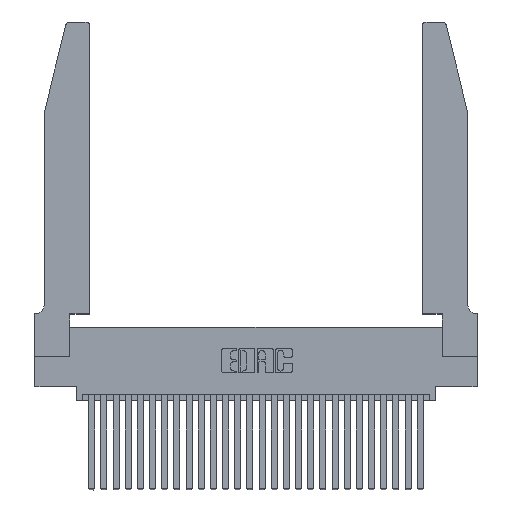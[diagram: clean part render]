
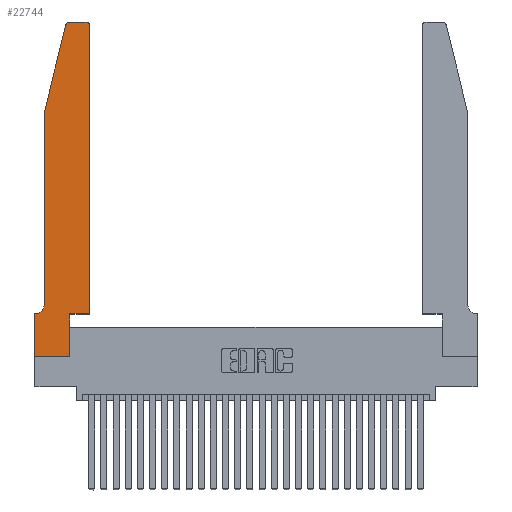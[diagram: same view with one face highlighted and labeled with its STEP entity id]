
A CAD part, top view. The second image highlights one B-rep face of the part: STEP entity #22744.
In plain terms, the highlighted planar face has unit normal (0, 0, 1).
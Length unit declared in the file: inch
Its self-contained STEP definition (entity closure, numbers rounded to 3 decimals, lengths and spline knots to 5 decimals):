
#970 = DIRECTION ( 'NONE',  ( 0., 0., 1. ) ) ;
#1209 = CARTESIAN_POINT ( 'NONE',  ( 0.0055, 0.42, 0.37 ) ) ;
#1480 = AXIS2_PLACEMENT_3D ( 'NONE', #8241, #23660, #3700 ) ;
#1936 = AXIS2_PLACEMENT_3D ( 'NONE', #1209, #7974, #5764 ) ;
#1962 = ORIENTED_EDGE ( 'NONE', *, *, #6200, .T. ) ;
#2953 = AXIS2_PLACEMENT_3D ( 'NONE', #22968, #970, #16156 ) ;
#3114 = EDGE_CURVE ( 'NONE', #28353, #7102, #15923, .T. ) ;
#3117 = ORIENTED_EDGE ( 'NONE', *, *, #21348, .T. ) ;
#3533 = DIRECTION ( 'NONE',  ( 0., 1., 0. ) ) ;
#3700 = DIRECTION ( 'NONE',  ( 1., 0., 0. ) ) ;
#3888 = PLANE ( 'NONE',  #1480 ) ;
#4064 = VERTEX_POINT ( 'NONE', #23206 ) ;
#4097 = CARTESIAN_POINT ( 'NONE',  ( 0.0755, 0.35, 0.37 ) ) ;
#4223 = CARTESIAN_POINT ( 'NONE',  ( 0.2865, 0., 0.37 ) ) ;
#4338 = ORIENTED_EDGE ( 'NONE', *, *, #17543, .T. ) ;
#4896 = CIRCLE ( 'NONE', #2953, 0.03 ) ;
#5110 = EDGE_CURVE ( 'NONE', #25170, #4064, #16177, .T. ) ;
#5640 = VERTEX_POINT ( 'NONE', #20652 ) ;
#5764 = DIRECTION ( 'NONE',  ( -1., 0., 0. ) ) ;
#5771 = LINE ( 'NONE', #15889, #18541 ) ;
#6200 = EDGE_CURVE ( 'NONE', #25367, #28353, #8663, .T. ) ;
#6701 = LINE ( 'NONE', #25388, #17760 ) ;
#7102 = VERTEX_POINT ( 'NONE', #4223 ) ;
#7180 = VECTOR ( 'NONE', #24675, 39.37008 ) ;
#7489 = EDGE_CURVE ( 'NONE', #7102, #18104, #18784, .T. ) ;
#7632 = VERTEX_POINT ( 'NONE', #14760 ) ;
#7668 = EDGE_CURVE ( 'NONE', #7632, #25367, #12930, .T. ) ;
#7974 = DIRECTION ( 'NONE',  ( 0., 0., -1. ) ) ;
#8241 = CARTESIAN_POINT ( 'NONE',  ( 0., 0.35, 0.37 ) ) ;
#8440 = CARTESIAN_POINT ( 'NONE',  ( 0.4505, 0.35, 0.37 ) ) ;
#8535 = DIRECTION ( 'NONE',  ( -1., 0., 0. ) ) ;
#8663 = LINE ( 'NONE', #24390, #21391 ) ;
#9733 = EDGE_CURVE ( 'NONE', #4064, #14155, #23193, .T. ) ;
#9873 = CARTESIAN_POINT ( 'NONE',  ( 0.0755, 2., 0.37 ) ) ;
#9950 = LINE ( 'NONE', #14102, #7180 ) ;
#9997 = CARTESIAN_POINT ( 'NONE',  ( 0.0755, 2., 0.37 ) ) ;
#10040 = VECTOR ( 'NONE', #19936, 39.37008 ) ;
#10269 = ORIENTED_EDGE ( 'NONE', *, *, #18153, .T. ) ;
#10935 = CIRCLE ( 'NONE', #1936, 0.07 ) ;
#11369 = ORIENTED_EDGE ( 'NONE', *, *, #14609, .T. ) ;
#12046 = CARTESIAN_POINT ( 'NONE',  ( 0.4205, 2.72, 0.37 ) ) ;
#12105 = DIRECTION ( 'NONE',  ( 0., -1., 0. ) ) ;
#12310 = ORIENTED_EDGE ( 'NONE', *, *, #23080, .T. ) ;
#12400 = EDGE_CURVE ( 'NONE', #18633, #13960, #5771, .T. ) ;
#12506 = ORIENTED_EDGE ( 'NONE', *, *, #12400, .T. ) ;
#12930 = LINE ( 'NONE', #4097, #22931 ) ;
#13466 = DIRECTION ( 'NONE',  ( -0.239, -0.971, 0. ) ) ;
#13528 = DIRECTION ( 'NONE',  ( 0., -1., 0. ) ) ;
#13960 = VERTEX_POINT ( 'NONE', #9997 ) ;
#14102 = CARTESIAN_POINT ( 'NONE',  ( 0.2605, 2.75, 0.37 ) ) ;
#14155 = VERTEX_POINT ( 'NONE', #23661 ) ;
#14418 = DIRECTION ( 'NONE',  ( 1., 0., 0. ) ) ;
#14523 = EDGE_LOOP ( 'NONE', ( #4338, #12310, #12506, #11369, #10269, #16451, #1962, #23153, #26444, #3117, #21861, #24328 ) ) ;
#14592 = VECTOR ( 'NONE', #12105, 39.37008 ) ;
#14609 = EDGE_CURVE ( 'NONE', #13960, #27079, #16300, .T. ) ;
#14759 = CARTESIAN_POINT ( 'NONE',  ( 0., 0., 0.37 ) ) ;
#14760 = CARTESIAN_POINT ( 'NONE',  ( 0.0055, 0.35, 0.37 ) ) ;
#15480 = VECTOR ( 'NONE', #3533, 39.37008 ) ;
#15889 = CARTESIAN_POINT ( 'NONE',  ( 0.0755, 2., 0.37 ) ) ;
#15923 = LINE ( 'NONE', #17282, #10040 ) ;
#16156 = DIRECTION ( 'NONE',  ( 1., 0., 0. ) ) ;
#16177 = LINE ( 'NONE', #18860, #15480 ) ;
#16300 = LINE ( 'NONE', #9873, #14592 ) ;
#16451 = ORIENTED_EDGE ( 'NONE', *, *, #7668, .T. ) ;
#16701 = FACE_OUTER_BOUND ( 'NONE', #14523, .T. ) ;
#17282 = CARTESIAN_POINT ( 'NONE',  ( 0., 0., 0.37 ) ) ;
#17543 = EDGE_CURVE ( 'NONE', #14155, #5640, #9950, .T. ) ;
#17722 = AXIS2_PLACEMENT_3D ( 'NONE', #12046, #27259, #22942 ) ;
#17760 = VECTOR ( 'NONE', #14418, 39.37008 ) ;
#18104 = VERTEX_POINT ( 'NONE', #26960 ) ;
#18153 = EDGE_CURVE ( 'NONE', #27079, #7632, #10935, .T. ) ;
#18541 = VECTOR ( 'NONE', #13466, 39.37008 ) ;
#18556 = CARTESIAN_POINT ( 'NONE',  ( 0., 0.35, 0.37 ) ) ;
#18633 = VERTEX_POINT ( 'NONE', #24534 ) ;
#18784 = LINE ( 'NONE', #28460, #22565 ) ;
#18860 = CARTESIAN_POINT ( 'NONE',  ( 0.4505, 0.35, 0.37 ) ) ;
#19936 = DIRECTION ( 'NONE',  ( 1., 0., 0. ) ) ;
#20652 = CARTESIAN_POINT ( 'NONE',  ( 0.284, 2.75, 0.37 ) ) ;
#21348 = EDGE_CURVE ( 'NONE', #18104, #25170, #6701, .T. ) ;
#21391 = VECTOR ( 'NONE', #13528, 39.37008 ) ;
#21861 = ORIENTED_EDGE ( 'NONE', *, *, #5110, .T. ) ;
#22565 = VECTOR ( 'NONE', #24400, 39.37008 ) ;
#22744 = ADVANCED_FACE ( 'NONE', ( #16701 ), #3888, .T. ) ;
#22931 = VECTOR ( 'NONE', #8535, 39.37008 ) ;
#22942 = DIRECTION ( 'NONE',  ( 1., 0., 0. ) ) ;
#22968 = CARTESIAN_POINT ( 'NONE',  ( 0.284, 2.72, 0.37 ) ) ;
#23080 = EDGE_CURVE ( 'NONE', #5640, #18633, #4896, .T. ) ;
#23153 = ORIENTED_EDGE ( 'NONE', *, *, #3114, .T. ) ;
#23193 = CIRCLE ( 'NONE', #17722, 0.03 ) ;
#23206 = CARTESIAN_POINT ( 'NONE',  ( 0.4505, 2.72, 0.37 ) ) ;
#23660 = DIRECTION ( 'NONE',  ( 0., 0., 1. ) ) ;
#23661 = CARTESIAN_POINT ( 'NONE',  ( 0.4205, 2.75, 0.37 ) ) ;
#24328 = ORIENTED_EDGE ( 'NONE', *, *, #9733, .T. ) ;
#24390 = CARTESIAN_POINT ( 'NONE',  ( 0., 0., 0.37 ) ) ;
#24400 = DIRECTION ( 'NONE',  ( 0., 1., 0. ) ) ;
#24534 = CARTESIAN_POINT ( 'NONE',  ( 0.25487, 2.72718, 0.37 ) ) ;
#24675 = DIRECTION ( 'NONE',  ( -1., 0., 0. ) ) ;
#25170 = VERTEX_POINT ( 'NONE', #8440 ) ;
#25367 = VERTEX_POINT ( 'NONE', #18556 ) ;
#25388 = CARTESIAN_POINT ( 'NONE',  ( 0.4505, 0.35, 0.37 ) ) ;
#26444 = ORIENTED_EDGE ( 'NONE', *, *, #7489, .T. ) ;
#26960 = CARTESIAN_POINT ( 'NONE',  ( 0.2865, 0.35, 0.37 ) ) ;
#27079 = VERTEX_POINT ( 'NONE', #27982 ) ;
#27259 = DIRECTION ( 'NONE',  ( 0., 0., 1. ) ) ;
#27982 = CARTESIAN_POINT ( 'NONE',  ( 0.0755, 0.42, 0.37 ) ) ;
#28353 = VERTEX_POINT ( 'NONE', #14759 ) ;
#28460 = CARTESIAN_POINT ( 'NONE',  ( 0.2865, 0.35, 0.37 ) ) ;
